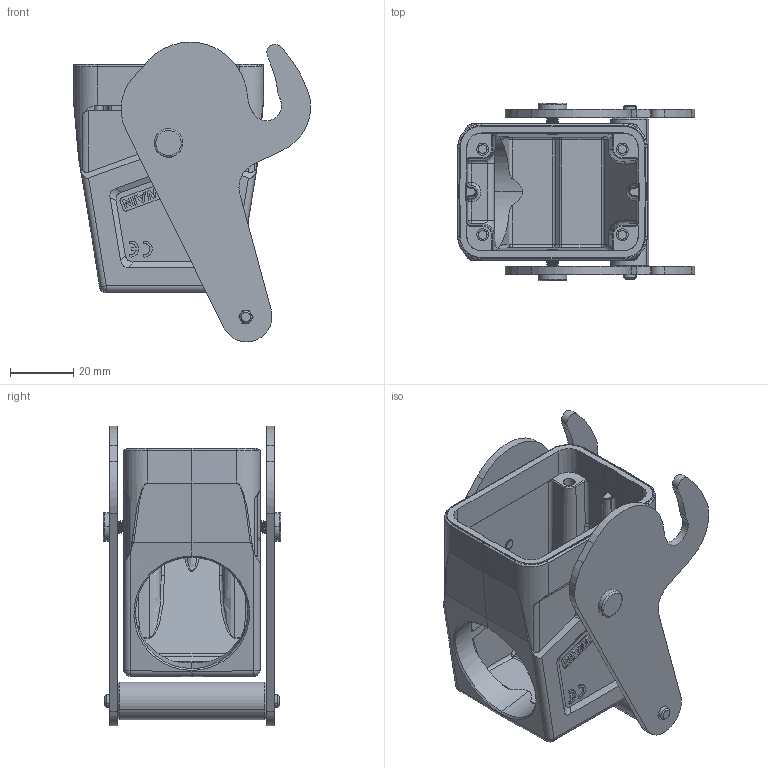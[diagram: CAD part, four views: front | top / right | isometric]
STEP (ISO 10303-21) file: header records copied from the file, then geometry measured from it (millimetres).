
FILE_DESCRIPTION((''),'2;1');
FILE_NAME('3D_1111065505003_W6B-SEH-1L_C-M','2022-09-08T',('xf.gao'),(''),'PRO/ENGINEER BY PARAMETRIC TECHNOLOGY CORPORATION, 2012480','PRO/ENGINEER BY PARAMETRIC TECHNOLOGY CORPORATION, 2012480','');
FILE_SCHEMA(('CONFIG_CONTROL_DESIGN'));
Length unit declared in the file: millimetre
Products named in the file (1): 3D_1111065505003_W6B-SEH-1L_C-M
Bounding box: 74.81 x 56 x 94.51 mm (x, y, z)
Volume: 71603.3 mm3; surface area: 42410.2 mm2
Topology: 1 solids, 1 shells, 554 faces, 1512 edges, 977 vertices
Faces by surface type: plane 246, cylinder 199, bspline 35, torus 34, cone 22, sphere 16, extrusion 2
Entity records: 24371 total; most frequent: CARTESIAN_POINT 10823, ORIENTED_EDGE 2992, DIRECTION 2565, EDGE_CURVE 1496, VERTEX_POINT 977, AXIS2_PLACEMENT_3D 882, VECTOR 801, LINE 799
